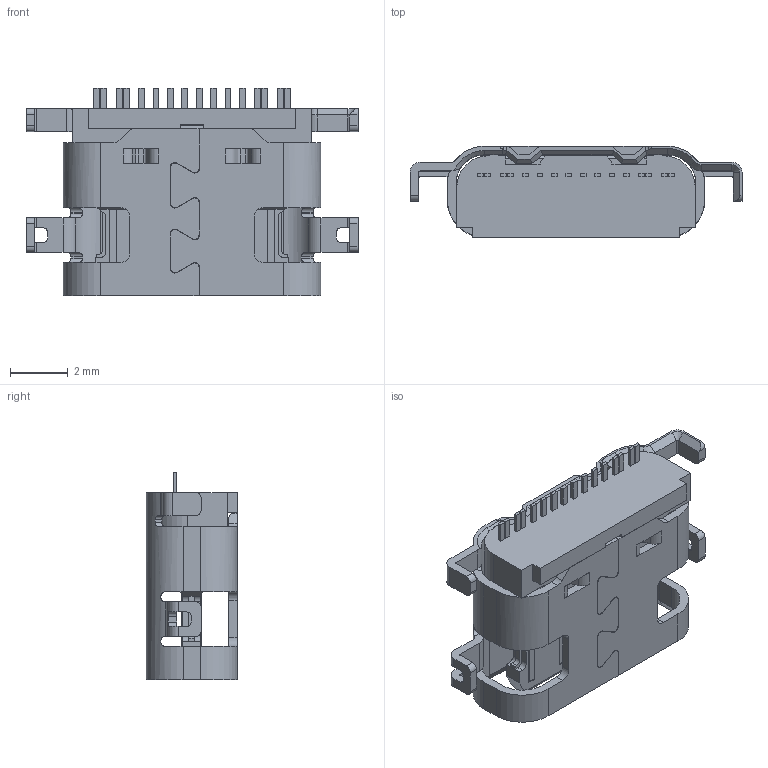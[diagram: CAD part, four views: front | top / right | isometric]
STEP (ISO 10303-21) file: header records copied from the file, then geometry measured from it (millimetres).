
FILE_DESCRIPTION((''),'2;1');
FILE_NAME('MSBR-33','2017-10-09T15:58:44',('Administrator'),(''),'CREO PARAMETRIC BY PTC INC, 2016510','CREO PARAMETRIC BY PTC INC, 2016510','');
FILE_SCHEMA(('CONFIG_CONTROL_DESIGN'));
Length unit declared in the file: millimetre
Products named in the file (1): MSBR-33
Bounding box: 11.54 x 3.18 x 7.2 mm (x, y, z)
Volume: 94.9 mm3; surface area: 431.6 mm2
Topology: 1 solids, 1 shells, 662 faces, 1900 edges, 1219 vertices
Faces by surface type: plane 502, cylinder 148, cone 12
Entity records: 21631 total; most frequent: CARTESIAN_POINT 4087, ORIENTED_EDGE 3800, DIRECTION 3465, EDGE_CURVE 1900, VECTOR 1551, LINE 1551, VERTEX_POINT 1219, AXIS2_PLACEMENT_3D 957
